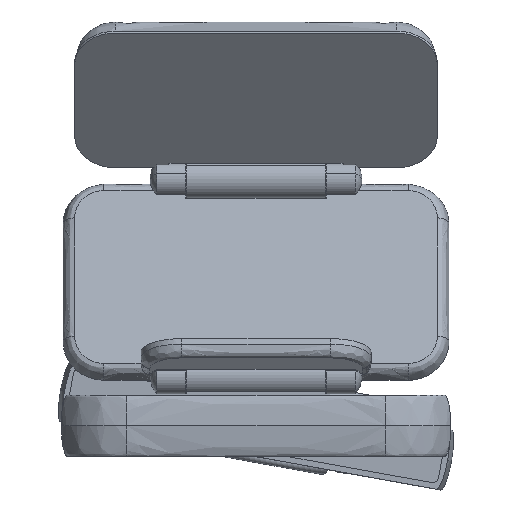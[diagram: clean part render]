
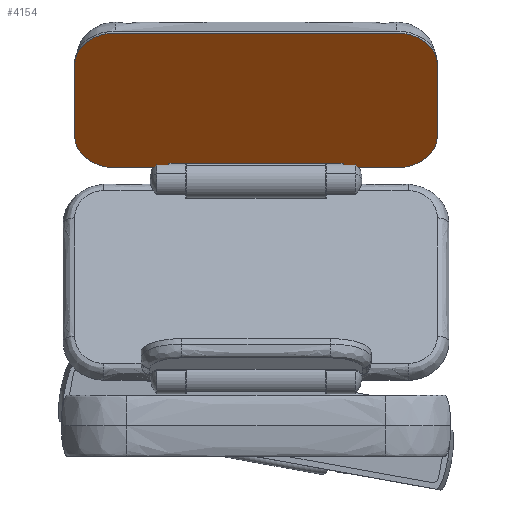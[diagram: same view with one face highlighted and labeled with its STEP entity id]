
A CAD part, front view. The second image highlights one B-rep face of the part: STEP entity #4154.
In plain terms, the highlighted face is planar.
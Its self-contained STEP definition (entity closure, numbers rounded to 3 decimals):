
#133 = VERTEX_POINT ( 'NONE', #29127 ) ;
#214 = ORIENTED_EDGE ( 'NONE', *, *, #713, .F. ) ;
#713 = EDGE_CURVE ( 'NONE', #23774, #30680, #12554, .T. ) ;
#849 = VECTOR ( 'NONE', #10693, 1000. ) ;
#922 = EDGE_CURVE ( 'NONE', #1416, #133, #4602, .T. ) ;
#923 = DIRECTION ( 'NONE',  ( 0., 0., -1. ) ) ;
#1346 = ORIENTED_EDGE ( 'NONE', *, *, #922, .F. ) ;
#1416 = VERTEX_POINT ( 'NONE', #30327 ) ;
#1536 = CARTESIAN_POINT ( 'NONE',  ( 7., 0., -7. ) ) ;
#1755 = VERTEX_POINT ( 'NONE', #29973 ) ;
#2092 = VERTEX_POINT ( 'NONE', #26708 ) ;
#2166 = PLANE ( 'NONE',  #25096 ) ;
#2672 = VERTEX_POINT ( 'NONE', #25392 ) ;
#3248 = CARTESIAN_POINT ( 'NONE',  ( 19.25, 0., -29.189 ) ) ;
#3300 = ORIENTED_EDGE ( 'NONE', *, *, #17423, .F. ) ;
#3390 = DIRECTION ( 'NONE',  ( 0., 0., -1. ) ) ;
#3395 = ORIENTED_EDGE ( 'NONE', *, *, #25868, .F. ) ;
#3549 = EDGE_CURVE ( 'NONE', #11163, #2092, #19623, .T. ) ;
#3609 = CARTESIAN_POINT ( 'NONE',  ( 55.5, 0., -7. ) ) ;
#3862 = VECTOR ( 'NONE', #30671, 1000. ) ;
#4154 = ADVANCED_FACE ( 'NONE', ( #13984 ), #2166, .T. ) ;
#4230 = LINE ( 'NONE', #9694, #10268 ) ;
#4430 = DIRECTION ( 'NONE',  ( 0., 0., -1. ) ) ;
#4602 = LINE ( 'NONE', #16192, #3862 ) ;
#4686 = EDGE_CURVE ( 'NONE', #133, #7460, #29317, .T. ) ;
#5132 = VERTEX_POINT ( 'NONE', #30981 ) ;
#5537 = EDGE_CURVE ( 'NONE', #26384, #11163, #23927, .T. ) ;
#5611 = EDGE_CURVE ( 'NONE', #30680, #2672, #23166, .T. ) ;
#6012 = AXIS2_PLACEMENT_3D ( 'NONE', #7269, #26493, #21415 ) ;
#7141 = CIRCLE ( 'NONE', #30998, 7. ) ;
#7269 = CARTESIAN_POINT ( 'NONE',  ( 7., 0., -7. ) ) ;
#7460 = VERTEX_POINT ( 'NONE', #14356 ) ;
#7479 = CIRCLE ( 'NONE', #8526, 7. ) ;
#8526 = AXIS2_PLACEMENT_3D ( 'NONE', #16931, #21624, #16724 ) ;
#9428 = ORIENTED_EDGE ( 'NONE', *, *, #5537, .T. ) ;
#9510 = DIRECTION ( 'NONE',  ( 0., 0., 1. ) ) ;
#9694 = CARTESIAN_POINT ( 'NONE',  ( 7., 0., 0. ) ) ;
#10046 = CARTESIAN_POINT ( 'NONE',  ( 62.5, 0., -7. ) ) ;
#10268 = VECTOR ( 'NONE', #26481, 1000. ) ;
#10510 = LINE ( 'NONE', #30929, #10915 ) ;
#10590 = ORIENTED_EDGE ( 'NONE', *, *, #28639, .F. ) ;
#10693 = DIRECTION ( 'NONE',  ( 0., 0., 1. ) ) ;
#10718 = CARTESIAN_POINT ( 'NONE',  ( 55.5, 0., -23.18 ) ) ;
#10804 = AXIS2_PLACEMENT_3D ( 'NONE', #3609, #13331, #22610 ) ;
#10915 = VECTOR ( 'NONE', #9510, 1000. ) ;
#11163 = VERTEX_POINT ( 'NONE', #11765 ) ;
#11765 = CARTESIAN_POINT ( 'NONE',  ( 43.25, 0., -29.189 ) ) ;
#12296 = DIRECTION ( 'NONE',  ( 1., 0., 0. ) ) ;
#12402 = CARTESIAN_POINT ( 'NONE',  ( 46.25, 0., -29.189 ) ) ;
#12554 = CIRCLE ( 'NONE', #10804, 7. ) ;
#13007 = DIRECTION ( 'NONE',  ( 1., 0., 0. ) ) ;
#13159 = DIRECTION ( 'NONE',  ( 0., 1., 0. ) ) ;
#13331 = DIRECTION ( 'NONE',  ( 0., 1., 0. ) ) ;
#13477 = ORIENTED_EDGE ( 'NONE', *, *, #5611, .F. ) ;
#13490 = DIRECTION ( 'NONE',  ( 0., -1., 0. ) ) ;
#13984 = FACE_OUTER_BOUND ( 'NONE', #23073, .T. ) ;
#14356 = CARTESIAN_POINT ( 'NONE',  ( 7., 0., 0. ) ) ;
#14650 = CARTESIAN_POINT ( 'NONE',  ( 7., 0., -30.18 ) ) ;
#14874 = CARTESIAN_POINT ( 'NONE',  ( 16.25, 0., -29.189 ) ) ;
#15305 = VECTOR ( 'NONE', #4430, 1000. ) ;
#15354 = VERTEX_POINT ( 'NONE', #25148 ) ;
#16192 = CARTESIAN_POINT ( 'NONE',  ( 0., 0., -7. ) ) ;
#16254 = DIRECTION ( 'NONE',  ( 1., 0., 0. ) ) ;
#16724 = DIRECTION ( 'NONE',  ( 0., 0., -1. ) ) ;
#16794 = VERTEX_POINT ( 'NONE', #23008 ) ;
#16835 = ORIENTED_EDGE ( 'NONE', *, *, #23244, .T. ) ;
#16931 = CARTESIAN_POINT ( 'NONE',  ( 7., 0., -23.18 ) ) ;
#17423 = EDGE_CURVE ( 'NONE', #1755, #2092, #10510, .T. ) ;
#17560 = ORIENTED_EDGE ( 'NONE', *, *, #23689, .F. ) ;
#18082 = CARTESIAN_POINT ( 'NONE',  ( 55.5, 0., 0. ) ) ;
#18269 = EDGE_CURVE ( 'NONE', #30725, #26384, #23273, .T. ) ;
#19623 = LINE ( 'NONE', #12402, #21488 ) ;
#19672 = LINE ( 'NONE', #14650, #26844 ) ;
#19987 = CARTESIAN_POINT ( 'NONE',  ( 46.25, 0., -29.189 ) ) ;
#20162 = ORIENTED_EDGE ( 'NONE', *, *, #4686, .F. ) ;
#20523 = VECTOR ( 'NONE', #16254, 1000. ) ;
#21415 = DIRECTION ( 'NONE',  ( 0., 0., -1. ) ) ;
#21488 = VECTOR ( 'NONE', #12296, 1000. ) ;
#21624 = DIRECTION ( 'NONE',  ( 0., 1., 0. ) ) ;
#21724 = EDGE_CURVE ( 'NONE', #15354, #1755, #19672, .T. ) ;
#22610 = DIRECTION ( 'NONE',  ( 0., 0., 1. ) ) ;
#22803 = CARTESIAN_POINT ( 'NONE',  ( 7., 0., -30.18 ) ) ;
#23008 = CARTESIAN_POINT ( 'NONE',  ( 16.25, 0., -30.18 ) ) ;
#23073 = EDGE_LOOP ( 'NONE', ( #3300, #26572, #25572, #13477, #214, #3395, #20162, #1346, #10590, #17560, #16835, #28867, #9428, #27963 ) ) ;
#23166 = LINE ( 'NONE', #28748, #15305 ) ;
#23244 = EDGE_CURVE ( 'NONE', #16794, #30725, #28340, .T. ) ;
#23273 = LINE ( 'NONE', #19987, #26302 ) ;
#23689 = EDGE_CURVE ( 'NONE', #16794, #5132, #28911, .T. ) ;
#23774 = VERTEX_POINT ( 'NONE', #18082 ) ;
#23927 = LINE ( 'NONE', #25573, #20523 ) ;
#24742 = VECTOR ( 'NONE', #29883, 1000. ) ;
#25096 = AXIS2_PLACEMENT_3D ( 'NONE', #1536, #13490, #3390 ) ;
#25148 = CARTESIAN_POINT ( 'NONE',  ( 55.5, 0., -30.18 ) ) ;
#25392 = CARTESIAN_POINT ( 'NONE',  ( 62.5, 0., -23.18 ) ) ;
#25572 = ORIENTED_EDGE ( 'NONE', *, *, #28923, .F. ) ;
#25573 = CARTESIAN_POINT ( 'NONE',  ( 46.25, 0., -29.189 ) ) ;
#25868 = EDGE_CURVE ( 'NONE', #7460, #23774, #4230, .T. ) ;
#26302 = VECTOR ( 'NONE', #13007, 1000. ) ;
#26384 = VERTEX_POINT ( 'NONE', #3248 ) ;
#26481 = DIRECTION ( 'NONE',  ( 1., 0., 0. ) ) ;
#26493 = DIRECTION ( 'NONE',  ( 0., 1., 0. ) ) ;
#26503 = DIRECTION ( 'NONE',  ( -1., 0., 0. ) ) ;
#26572 = ORIENTED_EDGE ( 'NONE', *, *, #21724, .F. ) ;
#26708 = CARTESIAN_POINT ( 'NONE',  ( 46.25, 0., -29.189 ) ) ;
#26844 = VECTOR ( 'NONE', #26503, 1000. ) ;
#27963 = ORIENTED_EDGE ( 'NONE', *, *, #3549, .T. ) ;
#28340 = LINE ( 'NONE', #29916, #849 ) ;
#28639 = EDGE_CURVE ( 'NONE', #5132, #1416, #7479, .T. ) ;
#28748 = CARTESIAN_POINT ( 'NONE',  ( 62.5, 0., -7. ) ) ;
#28867 = ORIENTED_EDGE ( 'NONE', *, *, #18269, .T. ) ;
#28911 = LINE ( 'NONE', #22803, #24742 ) ;
#28923 = EDGE_CURVE ( 'NONE', #2672, #15354, #7141, .T. ) ;
#29127 = CARTESIAN_POINT ( 'NONE',  ( 0., 0., -7. ) ) ;
#29317 = CIRCLE ( 'NONE', #6012, 7. ) ;
#29883 = DIRECTION ( 'NONE',  ( -1., 0., 0. ) ) ;
#29916 = CARTESIAN_POINT ( 'NONE',  ( 16.25, 0., -7. ) ) ;
#29973 = CARTESIAN_POINT ( 'NONE',  ( 46.25, 0., -30.18 ) ) ;
#30327 = CARTESIAN_POINT ( 'NONE',  ( 0., 0., -23.18 ) ) ;
#30671 = DIRECTION ( 'NONE',  ( 0., 0., 1. ) ) ;
#30680 = VERTEX_POINT ( 'NONE', #10046 ) ;
#30725 = VERTEX_POINT ( 'NONE', #14874 ) ;
#30929 = CARTESIAN_POINT ( 'NONE',  ( 46.25, 0., -7. ) ) ;
#30981 = CARTESIAN_POINT ( 'NONE',  ( 7., 0., -30.18 ) ) ;
#30998 = AXIS2_PLACEMENT_3D ( 'NONE', #10718, #13159, #923 ) ;
